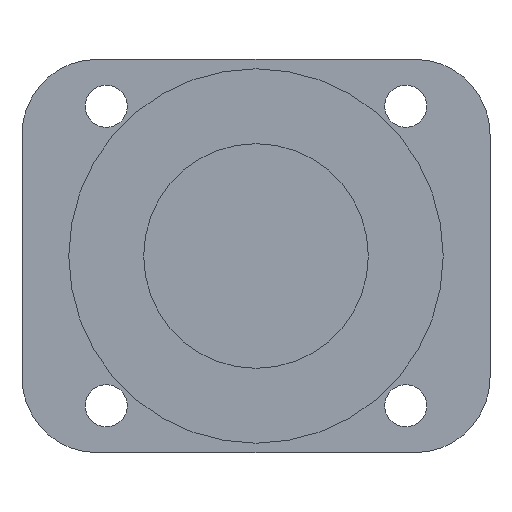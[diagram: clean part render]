
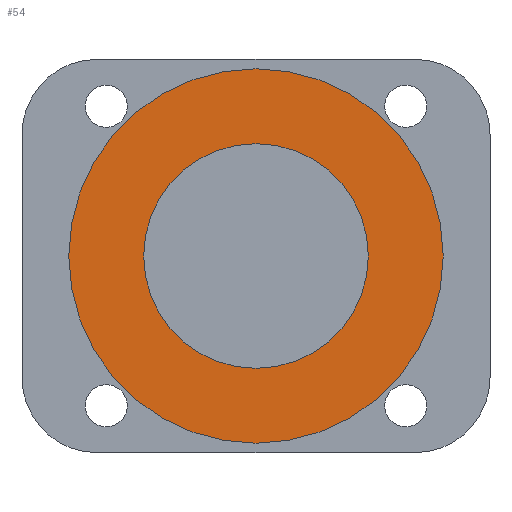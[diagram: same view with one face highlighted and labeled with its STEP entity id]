
A CAD part, front view. The second image highlights one B-rep face of the part: STEP entity #54.
In plain terms, the highlighted planar face has unit normal (0, -1, 0).
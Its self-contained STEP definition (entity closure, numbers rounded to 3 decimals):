
#54 = ADVANCED_FACE ( 'NONE', ( #233, #627 ), #142, .T. ) ;
#60 = EDGE_CURVE ( 'NONE', #1195, #750, #1140, .T. ) ;
#62 = EDGE_LOOP ( 'NONE', ( #891, #668 ) ) ;
#71 = AXIS2_PLACEMENT_3D ( 'NONE', #1206, #731, #395 ) ;
#86 = CARTESIAN_POINT ( 'NONE',  ( 0., -5., 0. ) ) ;
#116 = EDGE_LOOP ( 'NONE', ( #1209, #920 ) ) ;
#142 = PLANE ( 'NONE',  #71 ) ;
#159 = AXIS2_PLACEMENT_3D ( 'NONE', #181, #867, #176 ) ;
#176 = DIRECTION ( 'NONE',  ( 0., 0., -1. ) ) ;
#181 = CARTESIAN_POINT ( 'NONE',  ( 0., -5., 0. ) ) ;
#221 = CIRCLE ( 'NONE', #828, 20. ) ;
#233 = FACE_OUTER_BOUND ( 'NONE', #62, .T. ) ;
#311 = CARTESIAN_POINT ( 'NONE',  ( 0., -5., 12. ) ) ;
#321 = DIRECTION ( 'NONE',  ( 0., -1., 0. ) ) ;
#368 = DIRECTION ( 'NONE',  ( 0., -1., 0. ) ) ;
#395 = DIRECTION ( 'NONE',  ( 0., 0., -1. ) ) ;
#450 = AXIS2_PLACEMENT_3D ( 'NONE', #630, #321, #810 ) ;
#509 = CARTESIAN_POINT ( 'NONE',  ( 0., -5., 0. ) ) ;
#558 = EDGE_CURVE ( 'NONE', #1239, #933, #911, .T. ) ;
#566 = EDGE_CURVE ( 'NONE', #750, #1195, #221, .T. ) ;
#626 = AXIS2_PLACEMENT_3D ( 'NONE', #509, #685, #976 ) ;
#627 = FACE_BOUND ( 'NONE', #116, .T. ) ;
#630 = CARTESIAN_POINT ( 'NONE',  ( 0., -5., 0. ) ) ;
#649 = CARTESIAN_POINT ( 'NONE',  ( 0., -5., -12. ) ) ;
#668 = ORIENTED_EDGE ( 'NONE', *, *, #566, .T. ) ;
#685 = DIRECTION ( 'NONE',  ( 0., -1., 0. ) ) ;
#731 = DIRECTION ( 'NONE',  ( 0., -1., 0. ) ) ;
#750 = VERTEX_POINT ( 'NONE', #1005 ) ;
#792 = CARTESIAN_POINT ( 'NONE',  ( 0., -5., 20. ) ) ;
#805 = EDGE_CURVE ( 'NONE', #933, #1239, #1241, .T. ) ;
#810 = DIRECTION ( 'NONE',  ( 0., 0., -1. ) ) ;
#828 = AXIS2_PLACEMENT_3D ( 'NONE', #86, #368, #1134 ) ;
#867 = DIRECTION ( 'NONE',  ( 0., -1., 0. ) ) ;
#891 = ORIENTED_EDGE ( 'NONE', *, *, #60, .T. ) ;
#911 = CIRCLE ( 'NONE', #159, 12. ) ;
#920 = ORIENTED_EDGE ( 'NONE', *, *, #805, .F. ) ;
#933 = VERTEX_POINT ( 'NONE', #649 ) ;
#976 = DIRECTION ( 'NONE',  ( 0., 0., -1. ) ) ;
#1005 = CARTESIAN_POINT ( 'NONE',  ( 0., -5., -20. ) ) ;
#1134 = DIRECTION ( 'NONE',  ( 0., 0., -1. ) ) ;
#1140 = CIRCLE ( 'NONE', #626, 20. ) ;
#1195 = VERTEX_POINT ( 'NONE', #792 ) ;
#1206 = CARTESIAN_POINT ( 'NONE',  ( 0., -5., 0. ) ) ;
#1209 = ORIENTED_EDGE ( 'NONE', *, *, #558, .F. ) ;
#1239 = VERTEX_POINT ( 'NONE', #311 ) ;
#1241 = CIRCLE ( 'NONE', #450, 12. ) ;
